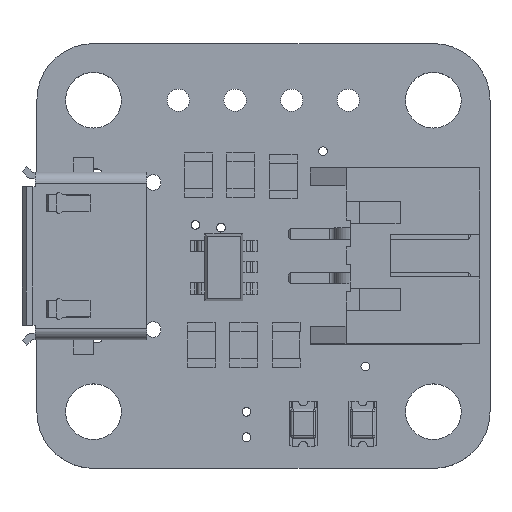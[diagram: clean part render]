
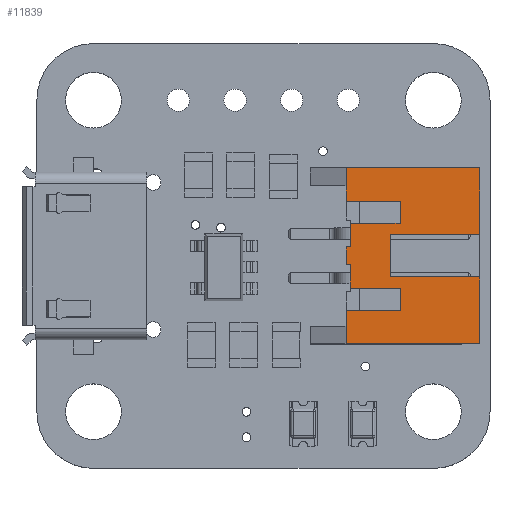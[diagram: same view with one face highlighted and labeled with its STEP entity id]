
A CAD part, top view. The second image highlights one B-rep face of the part: STEP entity #11839.
In plain terms, the highlighted planar face has unit normal (0, 0, 1).
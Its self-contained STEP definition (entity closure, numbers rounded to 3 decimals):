
#356=PLANE('',#12653);
#891=FACE_OUTER_BOUND('',#1536,.T.);
#1536=EDGE_LOOP('',(#9383,#9384,#9385,#9386,#9387,#9388,#9389,#9390,#9391,
#9392,#9393,#9394,#9395,#9396,#9397,#9398,#9399,#9400,#9401,#9402));
#2272=LINE('',#17413,#3732);
#2275=LINE('',#17419,#3735);
#2279=LINE('',#17427,#3739);
#2291=LINE('',#17452,#3751);
#2297=LINE('',#17464,#3757);
#2305=LINE('',#17480,#3765);
#2334=LINE('',#17539,#3794);
#2465=LINE('',#17794,#3925);
#2466=LINE('',#17797,#3926);
#2468=LINE('',#17800,#3928);
#2470=LINE('',#17804,#3930);
#2471=LINE('',#17807,#3931);
#2473=LINE('',#17811,#3933);
#2476=LINE('',#17816,#3936);
#2478=LINE('',#17820,#3938);
#2480=LINE('',#17824,#3940);
#2481=LINE('',#17826,#3941);
#2483=LINE('',#17830,#3943);
#2485=LINE('',#17834,#3945);
#2486=LINE('',#17836,#3946);
#3732=VECTOR('',#14231,0.8);
#3735=VECTOR('',#14236,0.2);
#3739=VECTOR('',#14242,0.2);
#3751=VECTOR('',#14260,1.05);
#3757=VECTOR('',#14268,1.05);
#3765=VECTOR('',#14278,1.5);
#3794=VECTOR('',#14319,1.5);
#3925=VECTOR('',#14536,2.223);
#3926=VECTOR('',#14539,1.);
#3928=VECTOR('',#14543,2.423);
#3930=VECTOR('',#14547,6.);
#3931=VECTOR('',#14550,3.);
#3933=VECTOR('',#14554,4.);
#3936=VECTOR('',#14559,1.9);
#3938=VECTOR('',#14563,4.);
#3940=VECTOR('',#14567,3.);
#3941=VECTOR('',#14570,6.);
#3943=VECTOR('',#14574,2.423);
#3945=VECTOR('',#14578,1.);
#3946=VECTOR('',#14581,2.223);
#5384=VERTEX_POINT('',#17410);
#5385=VERTEX_POINT('',#17412);
#5387=VERTEX_POINT('',#17418);
#5390=VERTEX_POINT('',#17425);
#5400=VERTEX_POINT('',#17451);
#5405=VERTEX_POINT('',#17463);
#5411=VERTEX_POINT('',#17478);
#5412=VERTEX_POINT('',#17479);
#5435=VERTEX_POINT('',#17536);
#5436=VERTEX_POINT('',#17538);
#5517=VERTEX_POINT('',#17792);
#5518=VERTEX_POINT('',#17796);
#5519=VERTEX_POINT('',#17802);
#5520=VERTEX_POINT('',#17806);
#5521=VERTEX_POINT('',#17810);
#5522=VERTEX_POINT('',#17814);
#5523=VERTEX_POINT('',#17818);
#5524=VERTEX_POINT('',#17822);
#5525=VERTEX_POINT('',#17828);
#5526=VERTEX_POINT('',#17832);
#6696=EDGE_CURVE('',#5384,#5385,#2272,.T.);
#6699=EDGE_CURVE('',#5387,#5385,#2275,.F.);
#6703=EDGE_CURVE('',#5384,#5390,#2279,.F.);
#6715=EDGE_CURVE('',#5400,#5387,#2291,.F.);
#6721=EDGE_CURVE('',#5390,#5405,#2297,.F.);
#6729=EDGE_CURVE('',#5411,#5412,#2305,.T.);
#6758=EDGE_CURVE('',#5435,#5436,#2334,.T.);
#6889=EDGE_CURVE('',#5405,#5517,#2465,.T.);
#6890=EDGE_CURVE('',#5517,#5518,#2466,.F.);
#6892=EDGE_CURVE('',#5518,#5412,#2468,.F.);
#6894=EDGE_CURVE('',#5411,#5519,#2470,.T.);
#6895=EDGE_CURVE('',#5519,#5520,#2471,.T.);
#6897=EDGE_CURVE('',#5520,#5521,#2473,.F.);
#6900=EDGE_CURVE('',#5521,#5522,#2476,.T.);
#6902=EDGE_CURVE('',#5522,#5523,#2478,.T.);
#6904=EDGE_CURVE('',#5523,#5524,#2480,.T.);
#6905=EDGE_CURVE('',#5524,#5436,#2481,.F.);
#6907=EDGE_CURVE('',#5435,#5525,#2483,.T.);
#6909=EDGE_CURVE('',#5525,#5526,#2485,.F.);
#6910=EDGE_CURVE('',#5526,#5400,#2486,.F.);
#9383=ORIENTED_EDGE('',*,*,#6703,.T.);
#9384=ORIENTED_EDGE('',*,*,#6721,.T.);
#9385=ORIENTED_EDGE('',*,*,#6889,.T.);
#9386=ORIENTED_EDGE('',*,*,#6890,.T.);
#9387=ORIENTED_EDGE('',*,*,#6892,.T.);
#9388=ORIENTED_EDGE('',*,*,#6729,.F.);
#9389=ORIENTED_EDGE('',*,*,#6894,.T.);
#9390=ORIENTED_EDGE('',*,*,#6895,.T.);
#9391=ORIENTED_EDGE('',*,*,#6897,.T.);
#9392=ORIENTED_EDGE('',*,*,#6900,.T.);
#9393=ORIENTED_EDGE('',*,*,#6902,.T.);
#9394=ORIENTED_EDGE('',*,*,#6904,.T.);
#9395=ORIENTED_EDGE('',*,*,#6905,.T.);
#9396=ORIENTED_EDGE('',*,*,#6758,.F.);
#9397=ORIENTED_EDGE('',*,*,#6907,.T.);
#9398=ORIENTED_EDGE('',*,*,#6909,.T.);
#9399=ORIENTED_EDGE('',*,*,#6910,.T.);
#9400=ORIENTED_EDGE('',*,*,#6715,.T.);
#9401=ORIENTED_EDGE('',*,*,#6699,.T.);
#9402=ORIENTED_EDGE('',*,*,#6696,.F.);
#11839=ADVANCED_FACE('',(#891),#356,.T.);
#12653=AXIS2_PLACEMENT_3D('',#17837,#14582,#14583);
#14231=DIRECTION('',(-1.,0.,0.));
#14236=DIRECTION('',(0.,1.,0.));
#14242=DIRECTION('',(0.,-1.,0.));
#14260=DIRECTION('',(-1.,0.,0.));
#14268=DIRECTION('',(-1.,0.,0.));
#14278=DIRECTION('',(-1.,0.,0.));
#14319=DIRECTION('',(-1.,0.,0.));
#14536=DIRECTION('',(0.,1.,0.));
#14539=DIRECTION('',(-1.,0.,0.));
#14543=DIRECTION('',(0.,1.,0.));
#14547=DIRECTION('',(0.,1.,0.));
#14550=DIRECTION('',(-1.,0.,0.));
#14554=DIRECTION('',(0.,1.,0.));
#14559=DIRECTION('',(-1.,0.,0.));
#14563=DIRECTION('',(0.,1.,0.));
#14567=DIRECTION('',(-1.,0.,0.));
#14570=DIRECTION('',(0.,1.,0.));
#14574=DIRECTION('',(0.,1.,0.));
#14578=DIRECTION('',(-1.,0.,0.));
#14581=DIRECTION('',(0.,1.,0.));
#14582=DIRECTION('center_axis',(0.,0.,1.));
#14583=DIRECTION('ref_axis',(0.,1.,0.));
#17410=CARTESIAN_POINT('',(0.4,-2.9,4.8));
#17412=CARTESIAN_POINT('',(-0.4,-2.9,4.8));
#17413=CARTESIAN_POINT('',(0.4,-2.9,4.8));
#17418=CARTESIAN_POINT('',(-0.4,-2.7,4.8));
#17419=CARTESIAN_POINT('',(-0.4,-2.9,4.8));
#17425=CARTESIAN_POINT('',(0.4,-2.7,4.8));
#17427=CARTESIAN_POINT('',(0.4,-2.7,4.8));
#17451=CARTESIAN_POINT('',(-1.45,-2.7,4.8));
#17452=CARTESIAN_POINT('',(-0.4,-2.7,4.8));
#17463=CARTESIAN_POINT('',(1.45,-2.7,4.8));
#17464=CARTESIAN_POINT('',(1.45,-2.7,4.8));
#17478=CARTESIAN_POINT('',(3.95,-2.9,4.8));
#17479=CARTESIAN_POINT('',(2.45,-2.9,4.8));
#17480=CARTESIAN_POINT('',(3.95,-2.9,4.8));
#17536=CARTESIAN_POINT('',(-2.45,-2.9,4.8));
#17538=CARTESIAN_POINT('',(-3.95,-2.9,4.8));
#17539=CARTESIAN_POINT('',(-2.45,-2.9,4.8));
#17792=CARTESIAN_POINT('',(1.45,-0.477,4.8));
#17794=CARTESIAN_POINT('',(1.45,-2.7,4.8));
#17796=CARTESIAN_POINT('',(2.45,-0.477,4.8));
#17797=CARTESIAN_POINT('',(2.45,-0.477,4.8));
#17800=CARTESIAN_POINT('',(2.45,-2.9,4.8));
#17802=CARTESIAN_POINT('',(3.95,3.1,4.8));
#17804=CARTESIAN_POINT('',(3.95,-2.9,4.8));
#17806=CARTESIAN_POINT('',(0.95,3.1,4.8));
#17807=CARTESIAN_POINT('',(3.95,3.1,4.8));
#17810=CARTESIAN_POINT('',(0.95,-0.9,4.8));
#17811=CARTESIAN_POINT('',(0.95,-0.9,4.8));
#17814=CARTESIAN_POINT('',(-0.95,-0.9,4.8));
#17816=CARTESIAN_POINT('',(0.95,-0.9,4.8));
#17818=CARTESIAN_POINT('',(-0.95,3.1,4.8));
#17820=CARTESIAN_POINT('',(-0.95,-0.9,4.8));
#17822=CARTESIAN_POINT('',(-3.95,3.1,4.8));
#17824=CARTESIAN_POINT('',(-0.95,3.1,4.8));
#17826=CARTESIAN_POINT('',(-3.95,-2.9,4.8));
#17828=CARTESIAN_POINT('',(-2.45,-0.477,4.8));
#17830=CARTESIAN_POINT('',(-2.45,-2.9,4.8));
#17832=CARTESIAN_POINT('',(-1.45,-0.477,4.8));
#17834=CARTESIAN_POINT('',(-1.45,-0.477,4.8));
#17836=CARTESIAN_POINT('',(-1.45,-2.7,4.8));
#17837=CARTESIAN_POINT('Origin',(0.,-2.9,4.8));
